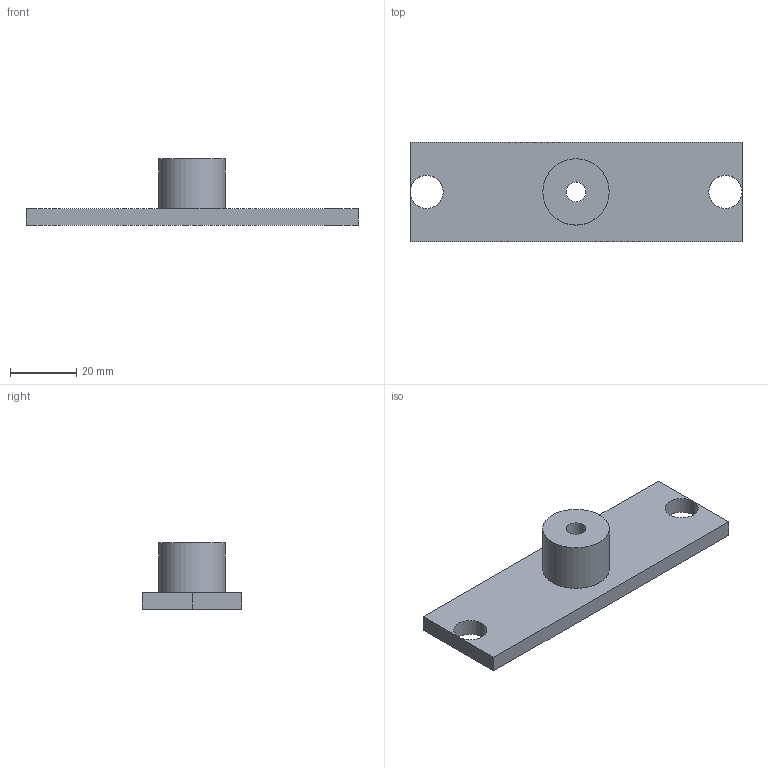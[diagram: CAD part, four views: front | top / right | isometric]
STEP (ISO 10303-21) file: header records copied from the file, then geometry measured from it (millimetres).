
FILE_DESCRIPTION(('Zoo Text-to-CAD'),'1');
FILE_NAME('Zoo Text-to-CAD model','2024-08-31T14:31:22',('Author'),('Zoo'),'Zoo Text-to-CAD','text-to-cad.zoo.dev','Unknown');
FILE_SCHEMA(('AUTOMOTIVE_DESIGN { 1 0 10303 214 1 1 1 1 }'));
Length unit declared in the file: millimetre
Products named in the file (1): Zoo Text-to-CAD
Bounding box: 100 x 30 x 20 mm (x, y, z)
Volume: 18361.5 mm3; surface area: 8562.9 mm2
Topology: 1 solids, 1 shells, 14 faces, 31 edges, 18 vertices
Faces by surface type: plane 9, cylinder 5
Full cylindrical faces by diameter (mm): 6 x1, 10 x1, 20 x1
Entity records: 836 total; most frequent: CARTESIAN_POINT 176, DIRECTION 123, LINE 71, VECTOR 71, ORIENTED_EDGE 66, PCURVE 62, DEFINITIONAL_REPRESENTATION 62, EDGE_CURVE 31
